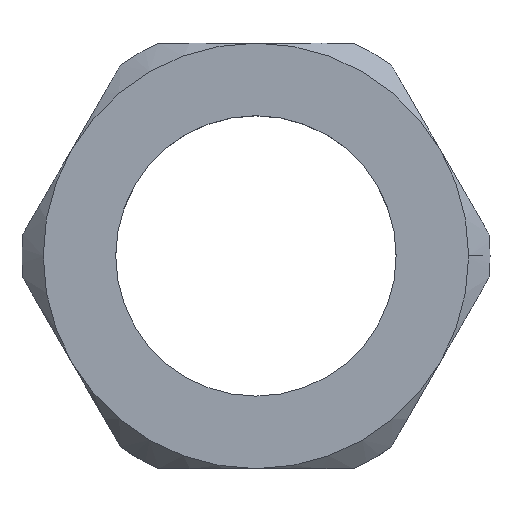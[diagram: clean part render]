
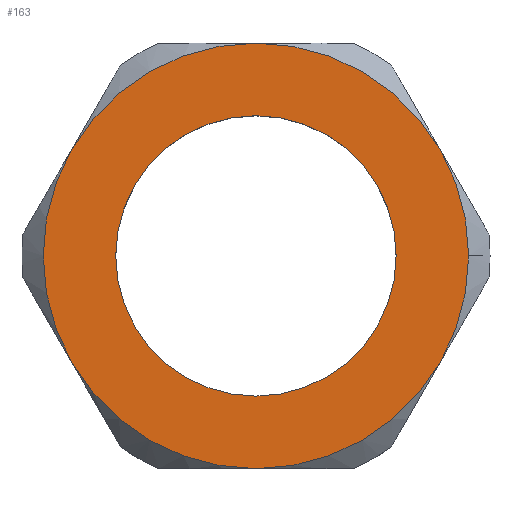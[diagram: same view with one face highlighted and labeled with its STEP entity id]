
A CAD part, top view. The second image highlights one B-rep face of the part: STEP entity #163.
In plain terms, the highlighted planar face has unit normal (0, 0, 1).
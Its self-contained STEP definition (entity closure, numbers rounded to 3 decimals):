
#52 = CARTESIAN_POINT ( 'NONE',  ( -9.526, 5.5, 5. ) ) ;
#55 = CARTESIAN_POINT ( 'NONE',  ( 9.526, 5.5, 5. ) ) ;
#56 = CARTESIAN_POINT ( 'NONE',  ( 0., -11., 5. ) ) ;
#57 = CARTESIAN_POINT ( 'NONE',  ( 0., 11., 5. ) ) ;
#125 = EDGE_CURVE ( 'NONE', #812, #820, #208, .T. ) ;
#129 = EDGE_CURVE ( 'NONE', #814, #801, #206, .T. ) ;
#135 = EDGE_CURVE ( 'NONE', #801, #814, #202, .T. ) ;
#136 = EDGE_CURVE ( 'NONE', #810, #812, #201, .T. ) ;
#138 = EDGE_CURVE ( 'NONE', #820, #822, #200, .T. ) ;
#139 = EDGE_CURVE ( 'NONE', #822, #817, #199, .T. ) ;
#140 = EDGE_CURVE ( 'NONE', #817, #800, #198, .T. ) ;
#141 = EDGE_CURVE ( 'NONE', #800, #821, #197, .T. ) ;
#142 = EDGE_CURVE ( 'NONE', #821, #810, #196, .T. ) ;
#163 = ADVANCED_FACE ( 'NONE', ( #555, #561 ), #367, .T. ) ;
#196 = CIRCLE ( 'NONE', #536, 11. ) ;
#197 = CIRCLE ( 'NONE', #533, 11. ) ;
#198 = CIRCLE ( 'NONE', #532, 11. ) ;
#199 = CIRCLE ( 'NONE', #531, 11. ) ;
#200 = CIRCLE ( 'NONE', #530, 11. ) ;
#201 = CIRCLE ( 'NONE', #601, 11. ) ;
#202 = CIRCLE ( 'NONE', #599, 7.25 ) ;
#206 = CIRCLE ( 'NONE', #575, 7.25 ) ;
#208 = CIRCLE ( 'NONE', #579, 11. ) ;
#239 = CARTESIAN_POINT ( 'NONE',  ( 11., 0., 5. ) ) ;
#241 = CARTESIAN_POINT ( 'NONE',  ( 9.526, -5.5, 5. ) ) ;
#250 = CARTESIAN_POINT ( 'NONE',  ( 7.25, 0., 5. ) ) ;
#251 = CARTESIAN_POINT ( 'NONE',  ( -9.526, -5.5, 5. ) ) ;
#364 = DIRECTION ( 'NONE',  ( 1., 0., 0. ) ) ;
#365 = DIRECTION ( 'NONE',  ( 0., 0., 1. ) ) ;
#366 = CARTESIAN_POINT ( 'NONE',  ( 0., 0., 5. ) ) ;
#367 = PLANE ( 'NONE',  #562 ) ;
#458 = DIRECTION ( 'NONE',  ( 1., 0., 0. ) ) ;
#459 = DIRECTION ( 'NONE',  ( 0., 0., 1. ) ) ;
#460 = CARTESIAN_POINT ( 'NONE',  ( 0., 0., 5. ) ) ;
#461 = DIRECTION ( 'NONE',  ( 1., 0., 0. ) ) ;
#462 = DIRECTION ( 'NONE',  ( 0., 0., 1. ) ) ;
#463 = CARTESIAN_POINT ( 'NONE',  ( 0., 0., 5. ) ) ;
#464 = DIRECTION ( 'NONE',  ( 1., 0., 0. ) ) ;
#465 = DIRECTION ( 'NONE',  ( 0., 0., 1. ) ) ;
#466 = CARTESIAN_POINT ( 'NONE',  ( 0., 0., 5. ) ) ;
#467 = DIRECTION ( 'NONE',  ( 1., 0., 0. ) ) ;
#468 = DIRECTION ( 'NONE',  ( 0., 0., 1. ) ) ;
#469 = CARTESIAN_POINT ( 'NONE',  ( 0., 0., 5. ) ) ;
#470 = DIRECTION ( 'NONE',  ( 1., 0., 0. ) ) ;
#471 = DIRECTION ( 'NONE',  ( 0., 0., 1. ) ) ;
#475 = CARTESIAN_POINT ( 'NONE',  ( 0., 0., 5. ) ) ;
#476 = DIRECTION ( 'NONE',  ( 1., 0., 0. ) ) ;
#477 = DIRECTION ( 'NONE',  ( 0., 0., 1. ) ) ;
#478 = CARTESIAN_POINT ( 'NONE',  ( 0., 0., 5. ) ) ;
#479 = DIRECTION ( 'NONE',  ( 1., 0., 0. ) ) ;
#480 = DIRECTION ( 'NONE',  ( 0., 0., 1. ) ) ;
#481 = CARTESIAN_POINT ( 'NONE',  ( 0., 0., 5. ) ) ;
#497 = DIRECTION ( 'NONE',  ( 1., 0., 0. ) ) ;
#498 = DIRECTION ( 'NONE',  ( 0., 0., 1. ) ) ;
#502 = CARTESIAN_POINT ( 'NONE',  ( 0., 0., 5. ) ) ;
#514 = DIRECTION ( 'NONE',  ( 1., 0., 0. ) ) ;
#515 = DIRECTION ( 'NONE',  ( 0., 0., 1. ) ) ;
#516 = CARTESIAN_POINT ( 'NONE',  ( 0., 0., 5. ) ) ;
#530 = AXIS2_PLACEMENT_3D ( 'NONE', #475, #471, #470 ) ;
#531 = AXIS2_PLACEMENT_3D ( 'NONE', #469, #468, #467 ) ;
#532 = AXIS2_PLACEMENT_3D ( 'NONE', #466, #465, #464 ) ;
#533 = AXIS2_PLACEMENT_3D ( 'NONE', #463, #462, #461 ) ;
#536 = AXIS2_PLACEMENT_3D ( 'NONE', #460, #459, #458 ) ;
#555 = FACE_BOUND ( 'NONE', #738, .T. ) ;
#561 = FACE_OUTER_BOUND ( 'NONE', #740, .T. ) ;
#562 = AXIS2_PLACEMENT_3D ( 'NONE', #366, #365, #364 ) ;
#575 = AXIS2_PLACEMENT_3D ( 'NONE', #502, #498, #497 ) ;
#579 = AXIS2_PLACEMENT_3D ( 'NONE', #516, #515, #514 ) ;
#599 = AXIS2_PLACEMENT_3D ( 'NONE', #481, #480, #479 ) ;
#601 = AXIS2_PLACEMENT_3D ( 'NONE', #478, #477, #476 ) ;
#738 = EDGE_LOOP ( 'NONE', ( #763, #764 ) ) ;
#740 = EDGE_LOOP ( 'NONE', ( #766, #767, #765, #769, #768, #770, #771 ) ) ;
#763 = ORIENTED_EDGE ( 'NONE', *, *, #129, .F. ) ;
#764 = ORIENTED_EDGE ( 'NONE', *, *, #135, .F. ) ;
#765 = ORIENTED_EDGE ( 'NONE', *, *, #138, .T. ) ;
#766 = ORIENTED_EDGE ( 'NONE', *, *, #136, .T. ) ;
#767 = ORIENTED_EDGE ( 'NONE', *, *, #125, .T. ) ;
#768 = ORIENTED_EDGE ( 'NONE', *, *, #140, .T. ) ;
#769 = ORIENTED_EDGE ( 'NONE', *, *, #139, .T. ) ;
#770 = ORIENTED_EDGE ( 'NONE', *, *, #141, .T. ) ;
#771 = ORIENTED_EDGE ( 'NONE', *, *, #142, .T. ) ;
#800 = VERTEX_POINT ( 'NONE', #251 ) ;
#801 = VERTEX_POINT ( 'NONE', #250 ) ;
#810 = VERTEX_POINT ( 'NONE', #241 ) ;
#812 = VERTEX_POINT ( 'NONE', #239 ) ;
#814 = VERTEX_POINT ( 'NONE', #840 ) ;
#817 = VERTEX_POINT ( 'NONE', #52 ) ;
#820 = VERTEX_POINT ( 'NONE', #55 ) ;
#821 = VERTEX_POINT ( 'NONE', #56 ) ;
#822 = VERTEX_POINT ( 'NONE', #57 ) ;
#840 = CARTESIAN_POINT ( 'NONE',  ( -7.25, 0., 5. ) ) ;
